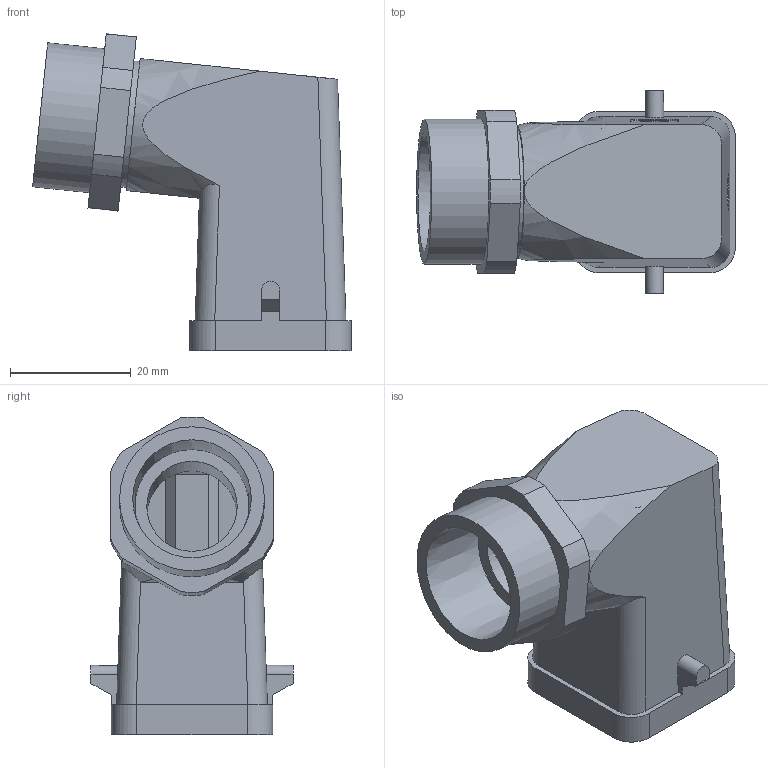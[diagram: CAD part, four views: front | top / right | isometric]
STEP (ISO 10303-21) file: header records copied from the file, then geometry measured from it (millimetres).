
FILE_DESCRIPTION( ( 'Unknown' ), '1' );
FILE_NAME( 'H_A_3_MTS_NPT_12.stp', 'Unknown', ( 'Unknown' ), ( 'Unknown' ), 'PSStep 11.0', 'Unknown', ' ' );
FILE_SCHEMA( ( 'AUTOMOTIVE_DESIGN { 1 0 10303 214 1 1 1 1 }' ) );
Length unit declared in the file: millimetre
Products named in the file (1): 1
Bounding box: 52.84 x 33.5 x 52.63 mm (x, y, z)
Volume: 13030 mm3; surface area: 12886.5 mm2
Topology: 1 solids, 1 shells, 120 faces, 314 edges, 209 vertices
Faces by surface type: plane 78, cylinder 34, cone 4, extrusion 4
Full cylindrical faces by diameter (mm): 3.1 x1, 6.2 x1, 15 x1, 18.923 x1, 21 x1, 24 x1
Entity records: 5011 total; most frequent: CARTESIAN_POINT 1152, ORIENTED_EDGE 610, DIRECTION 555, EDGE_CURVE 305, VERTEX_POINT 207, AXIS2_PLACEMENT_3D 190, VECTOR 175, LINE 171
